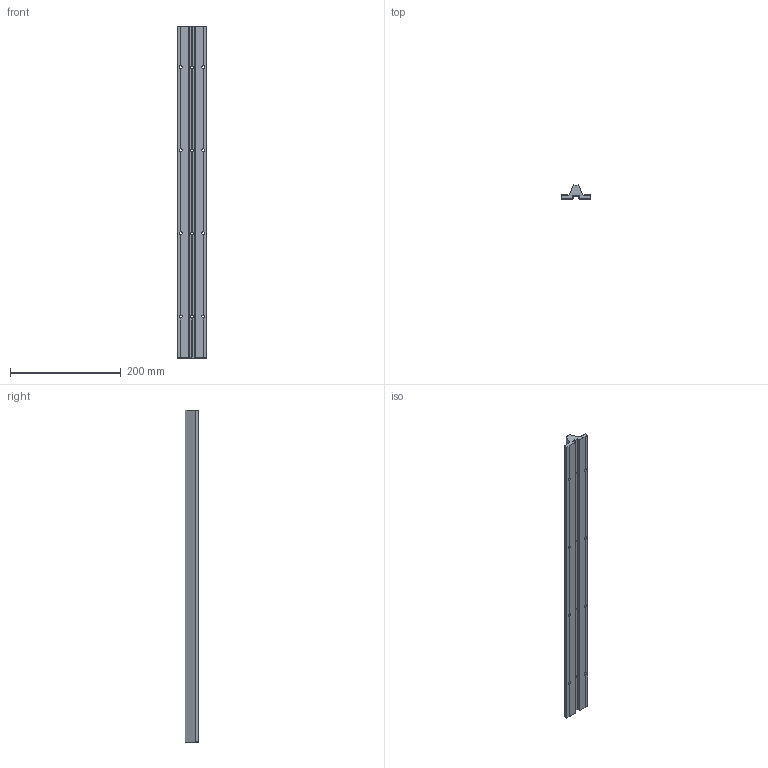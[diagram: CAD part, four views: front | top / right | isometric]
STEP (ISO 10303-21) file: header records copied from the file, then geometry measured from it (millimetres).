
FILE_DESCRIPTION(/* description */ ('WUG 2'),/* implementation_level */ '2;1');
FILE_NAME(/* name */ 'ZEI_CAD_151716-0-REV00_#SALL_#AIN_#V1.step',/* time_stamp */ '2022-09-15T16:54:52+02:00',/* author */ ('MiniTec'),/* organization */ ('MiniTec GmbH & Co.KG'),/* preprocessor_version */ 'ST-DEVELOPER v18.1',/* originating_system */ 'Autodesk Inventor 2021',/* authorisation */ '');
FILE_SCHEMA (('CONFIG_CONTROL_DESIGN'));
Length unit declared in the file: millimetre
Products named in the file (1): 15-1716-0FZ.000
Bounding box: 54 x 24.55 x 599.5 mm (x, y, z)
Volume: 355924.5 mm3; surface area: 96358.9 mm2
Topology: 1 solids, 1 shells, 116 faces, 340 edges, 210 vertices
Faces by surface type: plane 104, cylinder 12
Full cylindrical faces by diameter (mm): 5.5 x12
Entity records: 3905 total; most frequent: DIRECTION 686, ORIENTED_EDGE 680, CARTESIAN_POINT 667, EDGE_CURVE 340, AXIS2_PLACEMENT_3D 229, LINE 228, VECTOR 228, VERTEX_POINT 210
